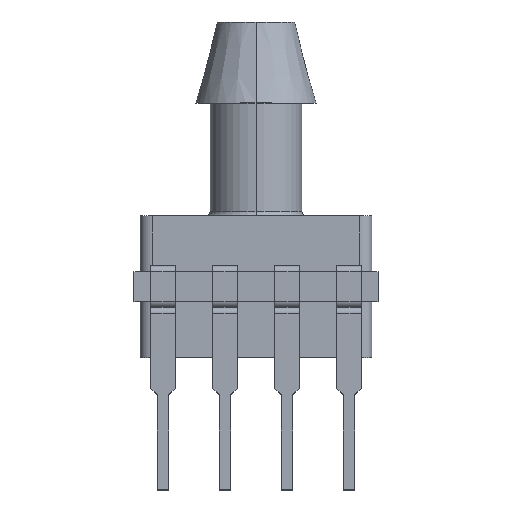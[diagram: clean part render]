
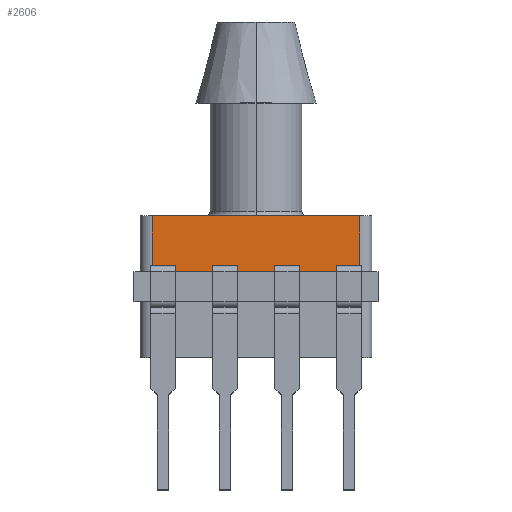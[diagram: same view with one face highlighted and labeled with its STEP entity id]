
A CAD part, top view. The second image highlights one B-rep face of the part: STEP entity #2606.
In plain terms, the highlighted planar face has unit normal (0, 0, 1).
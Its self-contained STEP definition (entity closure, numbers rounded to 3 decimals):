
#266 = DIRECTION ( 'NONE',  ( 1., 0., 0. ) ) ;
#862 = VECTOR ( 'NONE', #266, 1000. ) ;
#1567 = VERTEX_POINT ( 'NONE', #7972 ) ;
#1770 = CARTESIAN_POINT ( 'NONE',  ( -4.25, -2.9, 3.5 ) ) ;
#2606 = ADVANCED_FACE ( 'NONE', ( #16592 ), #21528, .T. ) ;
#4083 = DIRECTION ( 'NONE',  ( 0., 1., 0. ) ) ;
#4858 = VECTOR ( 'NONE', #4083, 1000. ) ;
#5803 = AXIS2_PLACEMENT_3D ( 'NONE', #10314, #25636, #25733 ) ;
#7102 = ORIENTED_EDGE ( 'NONE', *, *, #22750, .T. ) ;
#7963 = CARTESIAN_POINT ( 'NONE',  ( 4.25, 2.9, 3.5 ) ) ;
#7972 = CARTESIAN_POINT ( 'NONE',  ( -4.25, 2.9, 3.5 ) ) ;
#8433 = LINE ( 'NONE', #8709, #862 ) ;
#8495 = VERTEX_POINT ( 'NONE', #25496 ) ;
#8709 = CARTESIAN_POINT ( 'NONE',  ( 4.25, 0.6, 3.5 ) ) ;
#9231 = VERTEX_POINT ( 'NONE', #25739 ) ;
#10163 = EDGE_LOOP ( 'NONE', ( #14187, #16886, #17773, #7102 ) ) ;
#10314 = CARTESIAN_POINT ( 'NONE',  ( 4.25, 2.9, 3.5 ) ) ;
#10379 = CARTESIAN_POINT ( 'NONE',  ( 4.25, -2.9, 3.5 ) ) ;
#11148 = LINE ( 'NONE', #10379, #4858 ) ;
#12365 = VERTEX_POINT ( 'NONE', #7963 ) ;
#13434 = CARTESIAN_POINT ( 'NONE',  ( -4.25, 2.9, 3.5 ) ) ;
#14187 = ORIENTED_EDGE ( 'NONE', *, *, #18917, .T. ) ;
#16592 = FACE_OUTER_BOUND ( 'NONE', #10163, .T. ) ;
#16886 = ORIENTED_EDGE ( 'NONE', *, *, #23435, .T. ) ;
#17587 = LINE ( 'NONE', #1770, #18238 ) ;
#17773 = ORIENTED_EDGE ( 'NONE', *, *, #26070, .T. ) ;
#18238 = VECTOR ( 'NONE', #20783, 1000. ) ;
#18566 = VECTOR ( 'NONE', #19715, 1000. ) ;
#18917 = EDGE_CURVE ( 'NONE', #1567, #9231, #17587, .T. ) ;
#19715 = DIRECTION ( 'NONE',  ( -1., 0., 0. ) ) ;
#20783 = DIRECTION ( 'NONE',  ( 0., -1., 0. ) ) ;
#21528 = PLANE ( 'NONE',  #5803 ) ;
#22179 = LINE ( 'NONE', #13434, #18566 ) ;
#22750 = EDGE_CURVE ( 'NONE', #12365, #1567, #22179, .T. ) ;
#23435 = EDGE_CURVE ( 'NONE', #9231, #8495, #8433, .T. ) ;
#25496 = CARTESIAN_POINT ( 'NONE',  ( 4.25, 0.6, 3.5 ) ) ;
#25636 = DIRECTION ( 'NONE',  ( 0., 0., 1. ) ) ;
#25733 = DIRECTION ( 'NONE',  ( 1., 0., 0. ) ) ;
#25739 = CARTESIAN_POINT ( 'NONE',  ( -4.25, 0.6, 3.5 ) ) ;
#26070 = EDGE_CURVE ( 'NONE', #8495, #12365, #11148, .T. ) ;
